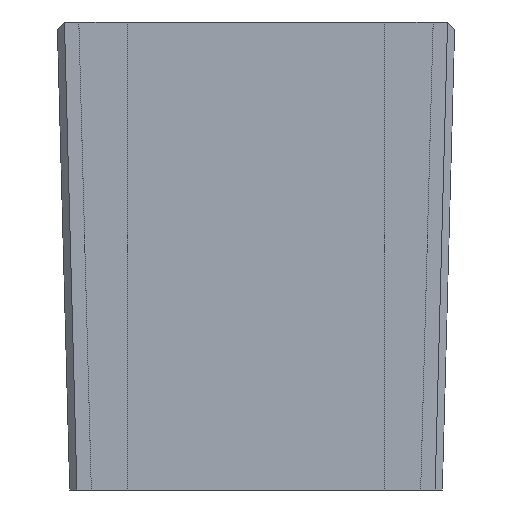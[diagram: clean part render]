
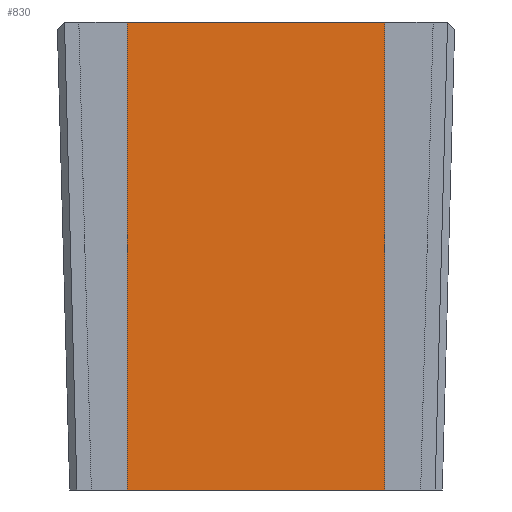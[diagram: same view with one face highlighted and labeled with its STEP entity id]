
A CAD part, front view. The second image highlights one B-rep face of the part: STEP entity #830.
In plain terms, the highlighted planar face has unit normal (0, -1, 0.027).
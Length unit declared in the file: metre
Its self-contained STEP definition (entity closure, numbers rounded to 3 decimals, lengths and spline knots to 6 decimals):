
#68=ORIENTED_EDGE('',*,*,#297,.T.);
#69=ORIENTED_EDGE('',*,*,#290,.F.);
#70=ORIENTED_EDGE('',*,*,#299,.F.);
#71=ORIENTED_EDGE('',*,*,#300,.T.);
#290=EDGE_CURVE('',#406,#407,#488,.F.);
#297=EDGE_CURVE('',#412,#407,#495,.T.);
#299=EDGE_CURVE('',#413,#406,#497,.T.);
#300=EDGE_CURVE('',#413,#412,#498,.F.);
#406=VERTEX_POINT('',#1216);
#407=VERTEX_POINT('',#1218);
#412=VERTEX_POINT('',#1232);
#413=VERTEX_POINT('',#1236);
#488=LINE('',#1217,#602);
#495=LINE('',#1231,#609);
#497=LINE('',#1235,#611);
#498=LINE('',#1237,#612);
#602=VECTOR('',#973,1.);
#609=VECTOR('',#984,1.);
#611=VECTOR('',#988,1.);
#612=VECTOR('',#989,1.);
#686=EDGE_LOOP('',(#68,#69,#70,#71));
#738=FACE_BOUND('',#686,.T.);
#788=PLANE('',#887);
#830=ADVANCED_FACE('',(#738),#788,.F.);
#887=AXIS2_PLACEMENT_3D('',#1234,#986,#987);
#973=DIRECTION('',(-1.,0.,0.));
#984=DIRECTION('',(0.,0.027,1.));
#986=DIRECTION('',(0.,1.,-0.027));
#987=DIRECTION('',(0.,0.027,1.));
#988=DIRECTION('',(0.,0.027,1.));
#989=DIRECTION('',(-1.,0.,0.));
#1216=CARTESIAN_POINT('',(-0.045394,0.06631,0.1651));
#1217=CARTESIAN_POINT('',(0.,0.06631,0.1651));
#1218=CARTESIAN_POINT('',(0.045394,0.06631,0.1651));
#1231=CARTESIAN_POINT('',(0.045394,0.061904,0.));
#1232=CARTESIAN_POINT('',(0.045394,0.061904,0.));
#1234=CARTESIAN_POINT('',(0.,0.06186,-0.001651));
#1235=CARTESIAN_POINT('',(-0.045394,0.061904,0.));
#1236=CARTESIAN_POINT('',(-0.045394,0.061904,0.));
#1237=CARTESIAN_POINT('',(0.,0.061904,0.));
